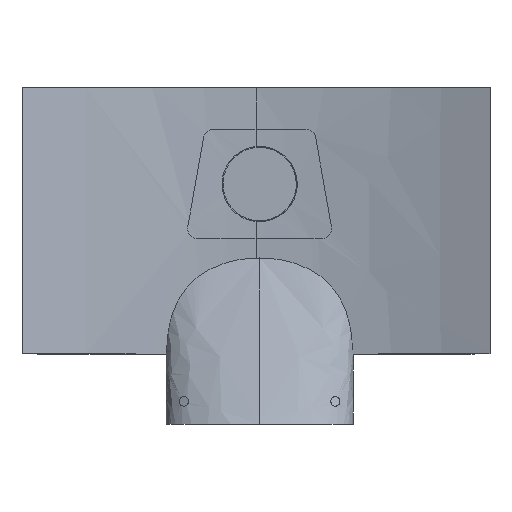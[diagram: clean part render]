
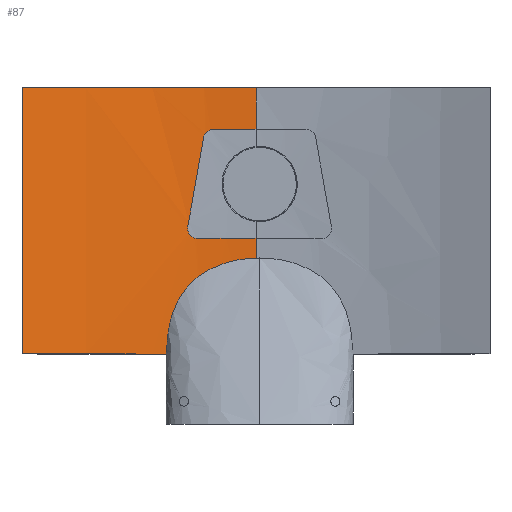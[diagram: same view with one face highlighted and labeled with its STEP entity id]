
A CAD part, top view. The second image highlights one B-rep face of the part: STEP entity #87.
In plain terms, the highlighted free-form (B-spline) face has degree [1, 3] with [2, 4] control points.
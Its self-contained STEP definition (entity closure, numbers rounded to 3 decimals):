
#87=ADVANCED_FACE($,(#113),#443,.T.);
#113=FACE_OUTER_BOUND($,#139,.T.);
#139=EDGE_LOOP($,(#188,#189,#190,#191,#192,#193));
#188=ORIENTED_EDGE($,*,*,#319,.T.);
#189=ORIENTED_EDGE($,*,*,#313,.F.);
#190=ORIENTED_EDGE($,*,*,#312,.T.);
#191=ORIENTED_EDGE($,*,*,#300,.T.);
#192=ORIENTED_EDGE($,*,*,#304,.T.);
#193=ORIENTED_EDGE($,*,*,#318,.F.);
#300=EDGE_CURVE($,#379,#378,#518,.T.);
#304=EDGE_CURVE($,#378,#391,#462,.T.);
#312=EDGE_CURVE($,#387,#379,#466,.T.);
#313=EDGE_CURVE($,#387,#383,#526,.T.);
#318=EDGE_CURVE($,#390,#391,#529,.T.);
#319=EDGE_CURVE($,#390,#383,#469,.T.);
#378=VERTEX_POINT($,#848);
#379=VERTEX_POINT($,#849);
#383=VERTEX_POINT($,#853);
#387=VERTEX_POINT($,#857);
#390=VERTEX_POINT($,#860);
#391=VERTEX_POINT($,#861);
#443=(
BOUNDED_SURFACE()
B_SPLINE_SURFACE(1,3,((#774,#775,#776,#777),(#778,#779,#780,#781)),.UNSPECIFIED.,
.F.,.F.,.F.)
B_SPLINE_SURFACE_WITH_KNOTS((2,2),(4,4),(0.,127.44),(5.,6.),.UNSPECIFIED.)
GEOMETRIC_REPRESENTATION_ITEM()
RATIONAL_B_SPLINE_SURFACE(((0.5,0.5,0.508,0.523),
(0.5,0.5,0.508,0.523)))
REPRESENTATION_ITEM($)
SURFACE()
);
#462=B_SPLINE_CURVE_WITH_KNOTS($,1,(#618,#619),.UNSPECIFIED.,.F.,.F.,(2,
2),(0.,55.293),.UNSPECIFIED.);
#466=B_SPLINE_CURVE_WITH_KNOTS($,1,(#645,#646),.UNSPECIFIED.,.F.,.F.,(2,
2),(-127.44,0.),.UNSPECIFIED.);
#469=B_SPLINE_CURVE_WITH_KNOTS($,1,(#696,#697),.UNSPECIFIED.,.F.,.F.,(2,
2),(107.469,127.44),.UNSPECIFIED.);
#518=(
BOUNDED_CURVE()
B_SPLINE_CURVE(3,(#599,#600,#601,#602),.UNSPECIFIED.,.F.,.F.)
B_SPLINE_CURVE_WITH_KNOTS((4,4),(-6.,-5.),.UNSPECIFIED.)
CURVE()
GEOMETRIC_REPRESENTATION_ITEM()
RATIONAL_B_SPLINE_CURVE((1.,0.985,0.985,1.))
REPRESENTATION_ITEM($)
);
#526=(
BOUNDED_CURVE()
B_SPLINE_CURVE(3,(#647,#648,#649,#650),.UNSPECIFIED.,.F.,.F.)
B_SPLINE_CURVE_WITH_KNOTS((4,4),(-6.,-5.),.UNSPECIFIED.)
CURVE()
GEOMETRIC_REPRESENTATION_ITEM()
RATIONAL_B_SPLINE_CURVE((1.,0.985,0.985,1.))
REPRESENTATION_ITEM($)
);
#529=(
BOUNDED_CURVE()
B_SPLINE_CURVE(3,(#677,#678,#679,#680,#681,#682,#683,#684,#685,#686,#687,
#688,#689,#690,#691,#692,#693,#694,#695),.UNSPECIFIED.,.F.,.F.)
B_SPLINE_CURVE_WITH_KNOTS((4,3,3,3,3,3,4),(-20.396,0.,6.201,
49.443,54.9,59.357,87.275),.UNSPECIFIED.)
CURVE()
GEOMETRIC_REPRESENTATION_ITEM()
RATIONAL_B_SPLINE_CURVE((1.,1.,1.,1.,1.,1.,1.,1.,1.,1.,1.,1.,1.,1.,1.,1.,
0.999,0.999,1.))
REPRESENTATION_ITEM($)
);
#599=CARTESIAN_POINT($,(-113.724,-5.495,58.87));
#600=CARTESIAN_POINT($,(-78.651,-5.495,44.115));
#601=CARTESIAN_POINT($,(-40.78,-5.495,36.397));
#602=CARTESIAN_POINT($,(-1.726,-5.495,36.397));
#618=CARTESIAN_POINT($,(-1.726,-5.495,36.397));
#619=CARTESIAN_POINT($,(-1.726,49.798,36.397));
#645=CARTESIAN_POINT($,(-113.724,121.945,58.87));
#646=CARTESIAN_POINT($,(-113.724,-5.495,58.87));
#647=CARTESIAN_POINT($,(-113.724,121.945,58.87));
#648=CARTESIAN_POINT($,(-78.651,121.945,44.115));
#649=CARTESIAN_POINT($,(-40.78,121.945,36.397));
#650=CARTESIAN_POINT($,(-1.726,121.945,36.397));
#677=CARTESIAN_POINT($,(-1.726,101.974,36.397));
#678=CARTESIAN_POINT($,(-8.525,101.974,36.397));
#679=CARTESIAN_POINT($,(-15.347,101.974,36.636));
#680=CARTESIAN_POINT($,(-22.129,101.974,37.111));
#681=CARTESIAN_POINT($,(-24.457,101.974,37.274));
#682=CARTESIAN_POINT($,(-26.45,100.309,37.446));
#683=CARTESIAN_POINT($,(-26.856,98.007,37.481));
#684=CARTESIAN_POINT($,(-29.359,83.814,37.698));
#685=CARTESIAN_POINT($,(-31.861,69.623,37.947));
#686=CARTESIAN_POINT($,(-34.363,55.431,38.228));
#687=CARTESIAN_POINT($,(-34.638,53.875,38.259));
#688=CARTESIAN_POINT($,(-34.15,52.33,38.202));
#689=CARTESIAN_POINT($,(-33.04,51.213,38.082));
#690=CARTESIAN_POINT($,(-32.134,50.302,37.985));
#691=CARTESIAN_POINT($,(-30.919,49.798,37.858));
#692=CARTESIAN_POINT($,(-29.636,49.798,37.735));
#693=CARTESIAN_POINT($,(-20.365,49.798,36.844));
#694=CARTESIAN_POINT($,(-11.054,49.798,36.397));
#695=CARTESIAN_POINT($,(-1.726,49.798,36.397));
#696=CARTESIAN_POINT($,(-1.726,101.974,36.397));
#697=CARTESIAN_POINT($,(-1.726,121.945,36.397));
#774=CARTESIAN_POINT($,(-1.726,-5.495,36.397));
#775=CARTESIAN_POINT($,(-40.78,-5.495,36.397));
#776=CARTESIAN_POINT($,(-78.651,-5.495,44.115));
#777=CARTESIAN_POINT($,(-113.724,-5.495,58.87));
#778=CARTESIAN_POINT($,(-1.726,121.945,36.397));
#779=CARTESIAN_POINT($,(-40.78,121.945,36.397));
#780=CARTESIAN_POINT($,(-78.651,121.945,44.115));
#781=CARTESIAN_POINT($,(-113.724,121.945,58.87));
#848=CARTESIAN_POINT($,(-1.726,-5.495,36.397));
#849=CARTESIAN_POINT($,(-113.724,-5.495,58.87));
#853=CARTESIAN_POINT($,(-1.726,121.945,36.397));
#857=CARTESIAN_POINT($,(-113.724,121.945,58.87));
#860=CARTESIAN_POINT($,(-1.726,101.974,36.397));
#861=CARTESIAN_POINT($,(-1.726,49.798,36.397));
